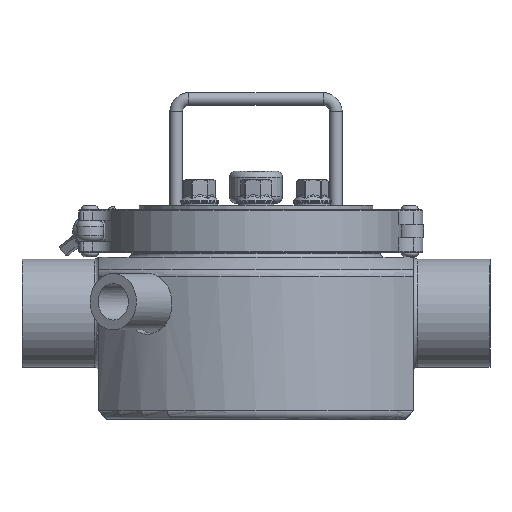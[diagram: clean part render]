
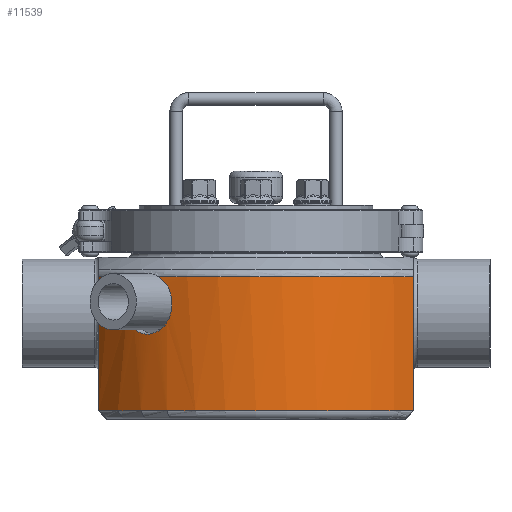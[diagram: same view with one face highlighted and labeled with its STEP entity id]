
A CAD part, front view. The second image highlights one B-rep face of the part: STEP entity #11539.
In plain terms, the highlighted cylindrical face has radius 89 mm (diameter 178 mm), a partial arc.
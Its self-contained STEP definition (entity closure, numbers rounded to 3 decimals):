
#352=B_SPLINE_CURVE_WITH_KNOTS('',3,(#18824,#18825,#18826,#18827),
 .UNSPECIFIED.,.F.,.F.,(4,4),(-5.378,-5.328),
 .UNSPECIFIED.);
#354=B_SPLINE_CURVE_WITH_KNOTS('',3,(#18844,#18845,#18846,#18847,#18848,
#18849,#18850,#18851,#18852,#18853,#18854),.UNSPECIFIED.,.F.,.F.,(4,3,2,
2,4),(-0.099,0.,0.5,1.,1.378),
 .UNSPECIFIED.);
#355=B_SPLINE_CURVE_WITH_KNOTS('',3,(#18861,#18862,#18863,#18864,#18865,
#18866,#18867,#18868,#18869,#18870),.UNSPECIFIED.,.F.,.F.,(4,2,2,2,4),(-5.328,
-4.999,-4.499,-3.999,-3.9),
 .UNSPECIFIED.);
#380=B_SPLINE_CURVE_WITH_KNOTS('',3,(#19312,#19313,#19314,#19315,#19316,
#19317,#19318,#19319,#19320,#19321,#19322,#19323,#19324,#19325,#19326,#19327,
#19328,#19329,#19330,#19331),.UNSPECIFIED.,.F.,.F.,(4,2,2,2,2,2,2,2,2,4),
(3.9,3.999,4.499,4.999,5.499,
5.999,6.499,6.999,7.499,7.999),
 .UNSPECIFIED.);
#381=B_SPLINE_CURVE_WITH_KNOTS('',3,(#19332,#19333,#19334,#19335),
 .UNSPECIFIED.,.F.,.F.,(4,4),(0.,0.099),.UNSPECIFIED.);
#1183=FACE_OUTER_BOUND('',#1937,.T.);
#1937=EDGE_LOOP('',(#7928,#7929,#7930,#7931,#7932,#7933,#7934,#7935,#7936,
#7937));
#2814=CIRCLE('',#12556,89.);
#2816=CIRCLE('',#12558,89.);
#2817=CIRCLE('',#12560,89.);
#3464=LINE('',#19337,#3947);
#3465=LINE('',#19340,#3948);
#3947=VECTOR('',#14602,10.);
#3948=VECTOR('',#14605,10.);
#4606=VERTEX_POINT('',#18821);
#4607=VERTEX_POINT('',#18823);
#4608=VERTEX_POINT('',#18828);
#4609=VERTEX_POINT('',#18843);
#4612=VERTEX_POINT('',#18859);
#4653=VERTEX_POINT('',#19275);
#4656=VERTEX_POINT('',#19294);
#4657=VERTEX_POINT('',#19311);
#4658=VERTEX_POINT('',#19336);
#4659=VERTEX_POINT('',#19338);
#5798=EDGE_CURVE('',#4607,#4606,#352,.T.);
#5800=EDGE_CURVE('',#4609,#4608,#354,.T.);
#5804=EDGE_CURVE('',#4606,#4612,#355,.T.);
#5855=EDGE_CURVE('',#4607,#4653,#2814,.T.);
#5859=EDGE_CURVE('',#4656,#4608,#2816,.T.);
#5860=EDGE_CURVE('',#4612,#4657,#380,.T.);
#5861=EDGE_CURVE('',#4657,#4609,#381,.T.);
#5862=EDGE_CURVE('',#4656,#4658,#3464,.T.);
#5863=EDGE_CURVE('',#4659,#4658,#2817,.T.);
#5864=EDGE_CURVE('',#4659,#4653,#3465,.T.);
#7928=ORIENTED_EDGE('',*,*,#5798,.T.);
#7929=ORIENTED_EDGE('',*,*,#5804,.T.);
#7930=ORIENTED_EDGE('',*,*,#5860,.T.);
#7931=ORIENTED_EDGE('',*,*,#5861,.T.);
#7932=ORIENTED_EDGE('',*,*,#5800,.T.);
#7933=ORIENTED_EDGE('',*,*,#5859,.F.);
#7934=ORIENTED_EDGE('',*,*,#5862,.T.);
#7935=ORIENTED_EDGE('',*,*,#5863,.F.);
#7936=ORIENTED_EDGE('',*,*,#5864,.T.);
#7937=ORIENTED_EDGE('',*,*,#5855,.F.);
#10449=CYLINDRICAL_SURFACE('',#12559,89.);
#11539=ADVANCED_FACE('',(#1183),#10449,.T.);
#12556=AXIS2_PLACEMENT_3D('',#19276,#14594,#14595);
#12558=AXIS2_PLACEMENT_3D('',#19309,#14598,#14599);
#12559=AXIS2_PLACEMENT_3D('',#19310,#14600,#14601);
#12560=AXIS2_PLACEMENT_3D('',#19339,#14603,#14604);
#14594=DIRECTION('center_axis',(0.,0.,
1.));
#14595=DIRECTION('ref_axis',(0.,-1.,0.));
#14598=DIRECTION('center_axis',(0.,0.,
1.));
#14599=DIRECTION('ref_axis',(0.,-1.,0.));
#14600=DIRECTION('center_axis',(0.,0.,
-1.));
#14601=DIRECTION('ref_axis',(0.,-1.,0.));
#14602=DIRECTION('',(0.,0.,-1.));
#14603=DIRECTION('center_axis',(0.,0.,
-1.));
#14604=DIRECTION('ref_axis',(-1.,0.,0.));
#14605=DIRECTION('',(0.,0.,1.));
#18821=CARTESIAN_POINT('',(-45.424,-76.535,-21.563));
#18823=CARTESIAN_POINT('',(-45.814,-76.302,-21.309));
#18824=CARTESIAN_POINT('Ctrl Pts',(-45.814,-76.302,
-21.309));
#18825=CARTESIAN_POINT('Ctrl Pts',(-45.683,-76.381,
-21.391));
#18826=CARTESIAN_POINT('Ctrl Pts',(-45.553,-76.459,
-21.476));
#18827=CARTESIAN_POINT('Ctrl Pts',(-45.424,-76.535,
-21.563));
#18828=CARTESIAN_POINT('',(-56.031,-69.148,-21.309));
#18843=CARTESIAN_POINT('',(-61.305,-64.519,-34.));
#18844=CARTESIAN_POINT('Ctrl Pts',(-61.305,-64.519,
-34.));
#18845=CARTESIAN_POINT('Ctrl Pts',(-61.324,-64.501,
-33.664));
#18846=CARTESIAN_POINT('Ctrl Pts',(-61.333,-64.492,
-33.33));
#18847=CARTESIAN_POINT('Ctrl Pts',(-61.333,-64.492,
-33.));
#18848=CARTESIAN_POINT('Ctrl Pts',(-61.333,-64.492,
-31.334));
#18849=CARTESIAN_POINT('Ctrl Pts',(-61.09,-64.726,
-29.558));
#18850=CARTESIAN_POINT('Ctrl Pts',(-60.089,-65.656,
-26.294));
#18851=CARTESIAN_POINT('Ctrl Pts',(-59.331,-66.35,
-24.806));
#18852=CARTESIAN_POINT('Ctrl Pts',(-57.765,-67.713,
-22.741));
#18853=CARTESIAN_POINT('Ctrl Pts',(-56.948,-68.406,
-21.937));
#18854=CARTESIAN_POINT('Ctrl Pts',(-56.031,-69.148,
-21.309));
#18859=CARTESIAN_POINT('',(-39.66,-79.675,-34.));
#18861=CARTESIAN_POINT('Ctrl Pts',(-45.424,-76.535,
-21.563));
#18862=CARTESIAN_POINT('Ctrl Pts',(-44.563,-77.046,
-22.147));
#18863=CARTESIAN_POINT('Ctrl Pts',(-43.771,-77.497,
-22.857));
#18864=CARTESIAN_POINT('Ctrl Pts',(-42.056,-78.445,
-24.806));
#18865=CARTESIAN_POINT('Ctrl Pts',(-41.145,-78.921,-26.294));
#18866=CARTESIAN_POINT('Ctrl Pts',(-39.929,-79.543,-29.558));
#18867=CARTESIAN_POINT('Ctrl Pts',(-39.626,-79.692,
-31.334));
#18868=CARTESIAN_POINT('Ctrl Pts',(-39.626,-79.692,
-33.33));
#18869=CARTESIAN_POINT('Ctrl Pts',(-39.637,-79.686,-33.664));
#18870=CARTESIAN_POINT('Ctrl Pts',(-39.66,-79.675,
-34.));
#19275=CARTESIAN_POINT('',(74.,-49.447,-21.309));
#19276=CARTESIAN_POINT('Origin',(0.,0.,
-21.309));
#19294=CARTESIAN_POINT('',(-74.,-49.447,-21.309));
#19309=CARTESIAN_POINT('Origin',(0.,0.,
-21.309));
#19310=CARTESIAN_POINT('Origin',(0.,0.,
-48.15));
#19311=CARTESIAN_POINT('',(-61.333,-64.492,-35.));
#19312=CARTESIAN_POINT('Ctrl Pts',(-39.66,-79.675,-34.));
#19313=CARTESIAN_POINT('Ctrl Pts',(-39.637,-79.686,-34.336));
#19314=CARTESIAN_POINT('Ctrl Pts',(-39.626,-79.692,
-34.67));
#19315=CARTESIAN_POINT('Ctrl Pts',(-39.626,-79.692,
-36.666));
#19316=CARTESIAN_POINT('Ctrl Pts',(-39.929,-79.543,-38.442));
#19317=CARTESIAN_POINT('Ctrl Pts',(-41.145,-78.921,
-41.706));
#19318=CARTESIAN_POINT('Ctrl Pts',(-42.056,-78.445,
-43.194));
#19319=CARTESIAN_POINT('Ctrl Pts',(-44.124,-77.301,-45.544));
#19320=CARTESIAN_POINT('Ctrl Pts',(-45.419,-76.556,
-46.563));
#19321=CARTESIAN_POINT('Ctrl Pts',(-48.199,-74.837,
-47.916));
#19322=CARTESIAN_POINT('Ctrl Pts',(-49.683,-73.86,
-48.25));
#19323=CARTESIAN_POINT('Ctrl Pts',(-52.413,-71.949,
-48.25));
#19324=CARTESIAN_POINT('Ctrl Pts',(-53.838,-70.888,
-47.916));
#19325=CARTESIAN_POINT('Ctrl Pts',(-56.405,-68.863,
-46.563));
#19326=CARTESIAN_POINT('Ctrl Pts',(-57.548,-67.901,-45.544));
#19327=CARTESIAN_POINT('Ctrl Pts',(-59.331,-66.35,
-43.194));
#19328=CARTESIAN_POINT('Ctrl Pts',(-60.089,-65.656,-41.706));
#19329=CARTESIAN_POINT('Ctrl Pts',(-61.09,-64.726,
-38.442));
#19330=CARTESIAN_POINT('Ctrl Pts',(-61.333,-64.492,
-36.666));
#19331=CARTESIAN_POINT('Ctrl Pts',(-61.333,-64.492,
-35.));
#19332=CARTESIAN_POINT('Ctrl Pts',(-61.333,-64.492,
-35.));
#19333=CARTESIAN_POINT('Ctrl Pts',(-61.333,-64.492,
-34.67));
#19334=CARTESIAN_POINT('Ctrl Pts',(-61.324,-64.501,
-34.336));
#19335=CARTESIAN_POINT('Ctrl Pts',(-61.305,-64.519,
-34.));
#19336=CARTESIAN_POINT('',(-74.,-49.447,-84.3));
#19337=CARTESIAN_POINT('',(-74.,-49.447,-48.15));
#19338=CARTESIAN_POINT('',(74.,-49.447,-84.3));
#19339=CARTESIAN_POINT('Origin',(0.,0.,
-84.3));
#19340=CARTESIAN_POINT('',(74.,-49.447,-48.15));
